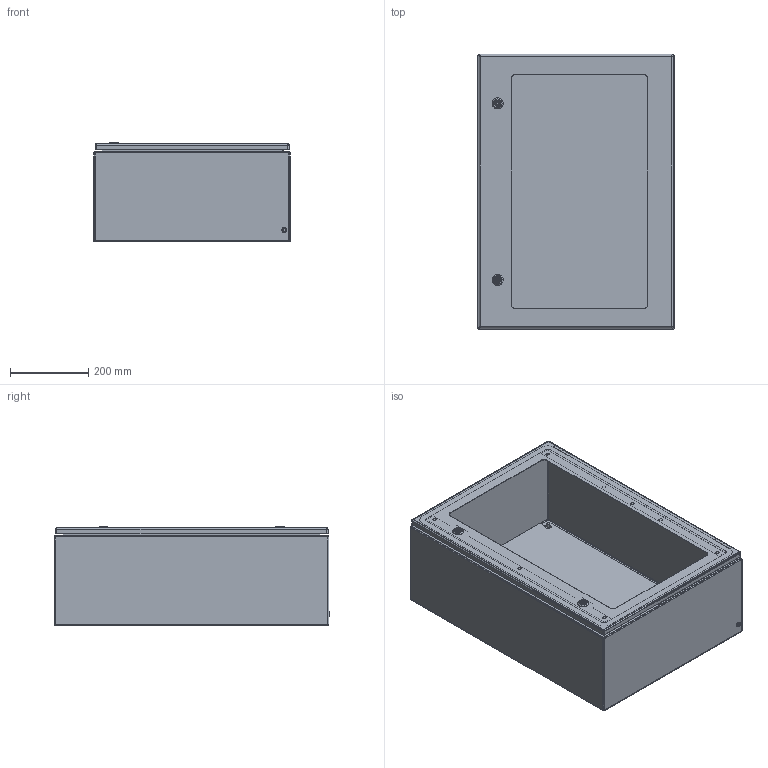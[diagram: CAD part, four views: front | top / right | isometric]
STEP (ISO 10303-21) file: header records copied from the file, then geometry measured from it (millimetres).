
FILE_DESCRIPTION(/* description */ (''),/* implementation_level */ '2;1');
FILE_NAME(/* name */ 'INX705025.stp',/* time_stamp */ '2018-04-10T10:20:39+02:00',/* author */ (''),/* organization */ (''),/* preprocessor_version */ 'ST-DEVELOPER v15',/* originating_system */ 'SIEMENS PLM Software NX 9.0',/* authorisation */ '');
FILE_SCHEMA (('CONFIG_CONTROL_DESIGN'));
Length unit declared in the file: millimetre
Products named in the file (13): 995.P048_0117441714; X6X67153_1_REFUERZO_A=700; TUERCA_M6_ESTRIADA; TUERCA_CIERRE; X6X67153_REFUERZO_A=700+B=800_3P; Puerta_600X500_RF; JUNTA_SILICONA_6060; PL7050_stp; 92695_1_TUERCA_REM_CERRADA_6X22; Cuerpo_705025_cod_66099; CIERRE_INOX13541724; PUERTA_INOX; INX705025_stp
Assembly tree (19 placements, depth 4):
  INX705025_stp
    Cuerpo_705025_cod_66099
    92695_1_TUERCA_REM_CERRADA_6X22
    PUERTA_INOX
      CIERRE_INOX13541724  x2
        995.P048_0117441714
      JUNTA_SILICONA_6060
      Puerta_600X500_RF
      X6X67153_REFUERZO_A=700+B=800_3P
      TUERCA_CIERRE  x2
      TUERCA_M6_ESTRIADA  x6
      X6X67153_1_REFUERZO_A=700
    PL7050_stp
Bounding box: 500 x 701.65 x 253.5 mm (x, y, z)
Volume: 2656522.2 mm3; surface area: 3148674.1 mm2
Topology: 24 solids, 24 shells, 1326 faces, 3293 edges, 2046 vertices
Faces by surface type: plane 642, cylinder 530, bspline 64, cone 35, torus 32, sphere 23
Full cylindrical faces by diameter (mm): 3.3 x8, 5 x2, 5.2 x23, 5.25 x25, 5.85 x2, 6 x7, 6.5 x5, 6.8 x2, 7 x2, 7.4 x1, 8 x4, 8.4 x4, 8.9 x1, 9 x5, 9.5 x2, 10 x2, 12.9 x1, 16.25 x4, 17 x4, 19.3 x2, 20.25 x2
Entity records: 29764 total; most frequent: CARTESIAN_POINT 6163, DIRECTION 4563, ORIENTED_EDGE 4546, EDGE_CURVE 2273, AXIS2_PLACEMENT_3D 1675, VERTEX_POINT 1429, LINE 1213, VECTOR 1213
